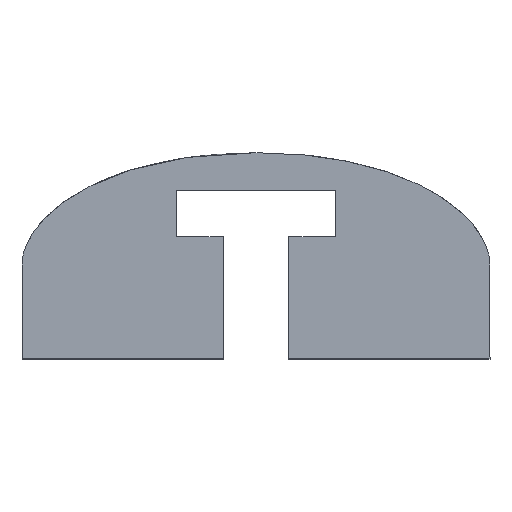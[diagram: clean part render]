
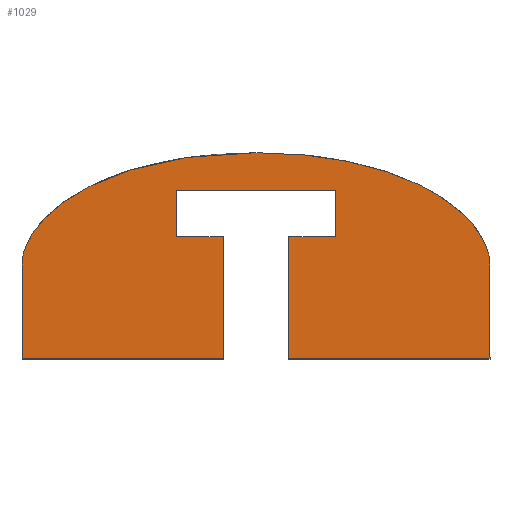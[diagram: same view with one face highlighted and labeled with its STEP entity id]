
A CAD part, top view. The second image highlights one B-rep face of the part: STEP entity #1029.
In plain terms, the highlighted planar face has unit normal (0, 0, 1).
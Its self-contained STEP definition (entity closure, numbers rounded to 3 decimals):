
#40 = CARTESIAN_POINT ( 'NONE',  ( 16.5, 3., 20. ) ) ;
#45 = CARTESIAN_POINT ( 'NONE',  ( 33.5, 8., 20. ) ) ;
#50 = CARTESIAN_POINT ( 'NONE',  ( 50., 0., 20. ) ) ;
#58 = CARTESIAN_POINT ( 'NONE',  ( 33.5, 8., 20. ) ) ;
#59 = CARTESIAN_POINT ( 'NONE',  ( 16.5, 8., 20. ) ) ;
#60 = EDGE_CURVE ( 'NONE', #76, #792, #693, .T. ) ;
#67 = EDGE_CURVE ( 'NONE', #250, #667, #343, .T. ) ;
#70 = EDGE_LOOP ( 'NONE', ( #416, #772, #124, #683, #519, #366, #147, #429, #809, #997, #535, #1049, #990 ) ) ;
#76 = VERTEX_POINT ( 'NONE', #876 ) ;
#87 = CARTESIAN_POINT ( 'NONE',  ( 25., 12., 20. ) ) ;
#93 = LINE ( 'NONE', #306, #614 ) ;
#95 = EDGE_CURVE ( 'NONE', #774, #737, #205, .T. ) ;
#102 = CARTESIAN_POINT ( 'NONE',  ( 28.5, 3., 20. ) ) ;
#114 = EDGE_CURVE ( 'NONE', #122, #774, #93, .T. ) ;
#120 = DIRECTION ( 'NONE',  ( -1., 0., 0. ) ) ;
#122 = VERTEX_POINT ( 'NONE', #389 ) ;
#124 = ORIENTED_EDGE ( 'NONE', *, *, #825, .T. ) ;
#126 = VECTOR ( 'NONE', #911, 1000. ) ;
#130 = LINE ( 'NONE', #219, #937 ) ;
#147 = ORIENTED_EDGE ( 'NONE', *, *, #1058, .T. ) ;
#148 = CARTESIAN_POINT ( 'NONE',  ( 50., 5., 20. ) ) ;
#161 = EDGE_CURVE ( 'NONE', #864, #315, #130, .T. ) ;
#196 = VECTOR ( 'NONE', #900, 1000. ) ;
#200 = DIRECTION ( 'NONE',  ( 0., 0., 1. ) ) ;
#205 = LINE ( 'NONE', #59, #567 ) ;
#206 = CARTESIAN_POINT ( 'NONE',  ( 6.25, 7.875, 20. ) ) ;
#219 = CARTESIAN_POINT ( 'NONE',  ( 33.5, 8., 20. ) ) ;
#223 = CARTESIAN_POINT ( 'NONE',  ( 0., 0., 20. ) ) ;
#240 = EDGE_CURVE ( 'NONE', #996, #76, #1036, .T. ) ;
#242 = CARTESIAN_POINT ( 'NONE',  ( 33.5, 3., 20. ) ) ;
#250 = VERTEX_POINT ( 'NONE', #322 ) ;
#289 = DIRECTION ( 'NONE',  ( 1., 0., 0. ) ) ;
#297 = CARTESIAN_POINT ( 'NONE',  ( 0., 0., 20. ) ) ;
#299 = CARTESIAN_POINT ( 'NONE',  ( 25., 12., 20. ) ) ;
#305 = CARTESIAN_POINT ( 'NONE',  ( 50., 0., 20. ) ) ;
#306 = CARTESIAN_POINT ( 'NONE',  ( 21.5, 3., 20. ) ) ;
#315 = VERTEX_POINT ( 'NONE', #242 ) ;
#322 = CARTESIAN_POINT ( 'NONE',  ( 28.5, -10., 20. ) ) ;
#325 = EDGE_CURVE ( 'NONE', #741, #250, #405, .T. ) ;
#331 = VECTOR ( 'NONE', #371, 1000. ) ;
#343 = LINE ( 'NONE', #706, #660 ) ;
#365 = LINE ( 'NONE', #376, #126 ) ;
#366 = ORIENTED_EDGE ( 'NONE', *, *, #95, .T. ) ;
#371 = DIRECTION ( 'NONE',  ( 1., 0., 0. ) ) ;
#376 = CARTESIAN_POINT ( 'NONE',  ( 21.5, -10., 20. ) ) ;
#389 = CARTESIAN_POINT ( 'NONE',  ( 21.5, 3., 20. ) ) ;
#400 = VERTEX_POINT ( 'NONE', #425 ) ;
#405 = LINE ( 'NONE', #579, #196 ) ;
#416 = ORIENTED_EDGE ( 'NONE', *, *, #60, .T. ) ;
#425 = CARTESIAN_POINT ( 'NONE',  ( 21.5, -10., 20. ) ) ;
#429 = ORIENTED_EDGE ( 'NONE', *, *, #161, .T. ) ;
#455 = DIRECTION ( 'NONE',  ( 0., 1., 0. ) ) ;
#481 = CARTESIAN_POINT ( 'NONE',  ( 41.667, 12., 20. ) ) ;
#519 = ORIENTED_EDGE ( 'NONE', *, *, #114, .T. ) ;
#520 = EDGE_CURVE ( 'NONE', #792, #894, #698, .T. ) ;
#523 = CARTESIAN_POINT ( 'NONE',  ( 21.5, -10., 20. ) ) ;
#535 = ORIENTED_EDGE ( 'NONE', *, *, #67, .T. ) ;
#541 = CARTESIAN_POINT ( 'NONE',  ( 8.333, 12., 20. ) ) ;
#563 = VECTOR ( 'NONE', #1045, 1000. ) ;
#567 = VECTOR ( 'NONE', #633, 1000. ) ;
#579 = CARTESIAN_POINT ( 'NONE',  ( 28.5, -10., 20. ) ) ;
#589 = AXIS2_PLACEMENT_3D ( 'NONE', #206, #200, #685 ) ;
#602 = CARTESIAN_POINT ( 'NONE',  ( 0., 0., 20. ) ) ;
#605 = EDGE_CURVE ( 'NONE', #400, #122, #365, .T. ) ;
#614 = VECTOR ( 'NONE', #1050, 1000. ) ;
#633 = DIRECTION ( 'NONE',  ( 0., 1., 0. ) ) ;
#635 = DIRECTION ( 'NONE',  ( 0., -1., 0. ) ) ;
#660 = VECTOR ( 'NONE', #289, 1000. ) ;
#667 = VERTEX_POINT ( 'NONE', #1000 ) ;
#676 = DIRECTION ( 'NONE',  ( 1., 0., 0. ) ) ;
#683 = ORIENTED_EDGE ( 'NONE', *, *, #605, .T. ) ;
#685 = DIRECTION ( 'NONE',  ( 1., 0., 0. ) ) ;
#693 = B_SPLINE_CURVE_WITH_KNOTS ( 'NONE', 3,
 ( #299, #541, #1038, #297 ),
 .UNSPECIFIED., .F., .F.,
 ( 4, 4 ),
 ( 0., 1. ),
 .UNSPECIFIED. ) ;
#698 = LINE ( 'NONE', #223, #563 ) ;
#706 = CARTESIAN_POINT ( 'NONE',  ( 50., -10., 20. ) ) ;
#737 = VERTEX_POINT ( 'NONE', #929 ) ;
#741 = VERTEX_POINT ( 'NONE', #102 ) ;
#747 = FACE_OUTER_BOUND ( 'NONE', #70, .T. ) ;
#766 = VECTOR ( 'NONE', #120, 1000. ) ;
#770 = CARTESIAN_POINT ( 'NONE',  ( 50., 0., 20. ) ) ;
#772 = ORIENTED_EDGE ( 'NONE', *, *, #520, .T. ) ;
#774 = VERTEX_POINT ( 'NONE', #40 ) ;
#779 = LINE ( 'NONE', #58, #331 ) ;
#791 = VECTOR ( 'NONE', #676, 1000. ) ;
#792 = VERTEX_POINT ( 'NONE', #602 ) ;
#809 = ORIENTED_EDGE ( 'NONE', *, *, #995, .T. ) ;
#825 = EDGE_CURVE ( 'NONE', #894, #400, #919, .T. ) ;
#826 = LINE ( 'NONE', #1035, #766 ) ;
#864 = VERTEX_POINT ( 'NONE', #45 ) ;
#876 = CARTESIAN_POINT ( 'NONE',  ( 25., 12., 20. ) ) ;
#894 = VERTEX_POINT ( 'NONE', #939 ) ;
#900 = DIRECTION ( 'NONE',  ( 0., -1., 0. ) ) ;
#911 = DIRECTION ( 'NONE',  ( 0., 1., 0. ) ) ;
#919 = LINE ( 'NONE', #523, #791 ) ;
#929 = CARTESIAN_POINT ( 'NONE',  ( 16.5, 8., 20. ) ) ;
#937 = VECTOR ( 'NONE', #635, 1000. ) ;
#939 = CARTESIAN_POINT ( 'NONE',  ( 0., -10., 20. ) ) ;
#988 = EDGE_CURVE ( 'NONE', #667, #996, #1004, .T. ) ;
#989 = VECTOR ( 'NONE', #455, 1000. ) ;
#990 = ORIENTED_EDGE ( 'NONE', *, *, #240, .T. ) ;
#995 = EDGE_CURVE ( 'NONE', #315, #741, #826, .T. ) ;
#996 = VERTEX_POINT ( 'NONE', #770 ) ;
#997 = ORIENTED_EDGE ( 'NONE', *, *, #325, .T. ) ;
#1000 = CARTESIAN_POINT ( 'NONE',  ( 50., -10., 20. ) ) ;
#1004 = LINE ( 'NONE', #50, #989 ) ;
#1029 = ADVANCED_FACE ( 'NONE', ( #747 ), #1030, .T. ) ;
#1030 = PLANE ( 'NONE',  #589 ) ;
#1035 = CARTESIAN_POINT ( 'NONE',  ( 33.5, 3., 20. ) ) ;
#1036 = B_SPLINE_CURVE_WITH_KNOTS ( 'NONE', 3,
 ( #305, #148, #481, #87 ),
 .UNSPECIFIED., .F., .F.,
 ( 4, 4 ),
 ( 0., 1. ),
 .UNSPECIFIED. ) ;
#1038 = CARTESIAN_POINT ( 'NONE',  ( 0., 5., 20. ) ) ;
#1045 = DIRECTION ( 'NONE',  ( 0., -1., 0. ) ) ;
#1049 = ORIENTED_EDGE ( 'NONE', *, *, #988, .T. ) ;
#1050 = DIRECTION ( 'NONE',  ( -1., 0., 0. ) ) ;
#1058 = EDGE_CURVE ( 'NONE', #737, #864, #779, .T. ) ;
